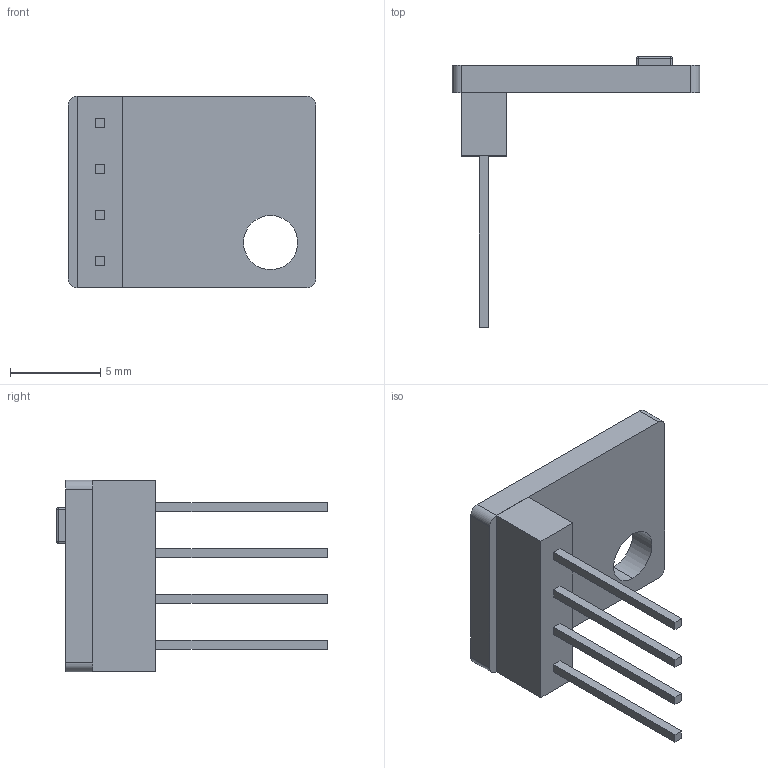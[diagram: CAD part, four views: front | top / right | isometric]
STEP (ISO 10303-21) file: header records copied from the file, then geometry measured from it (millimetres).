
FILE_DESCRIPTION (( 'STEP AP203' ), '1' );
FILE_NAME ('BME280 - Sensor de Temperatura y Humedad.STEP', '2026-01-29T05:05:18', ( '' ), ( '' ), 'SwSTEP 2.0', 'SolidWorks 2025', '' );
FILE_SCHEMA (( 'CONFIG_CONTROL_DESIGN' ));
Length unit declared in the file: millimetre
Products named in the file (1): BME280 - Sensor de Temperatura y Humedad
Bounding box: 13.7 x 15 x 10.6 mm (x, y, z)
Volume: 311.1 mm3; surface area: 585.9 mm2
Topology: 2 solids, 2 shells, 55 faces, 130 edges, 80 vertices
Faces by surface type: plane 37, cylinder 14, sphere 4
Entity records: 1611 total; most frequent: DIRECTION 266, CARTESIAN_POINT 262, ORIENTED_EDGE 252, EDGE_CURVE 126, LINE 98, VECTOR 98, AXIS2_PLACEMENT_3D 84, VERTEX_POINT 80
